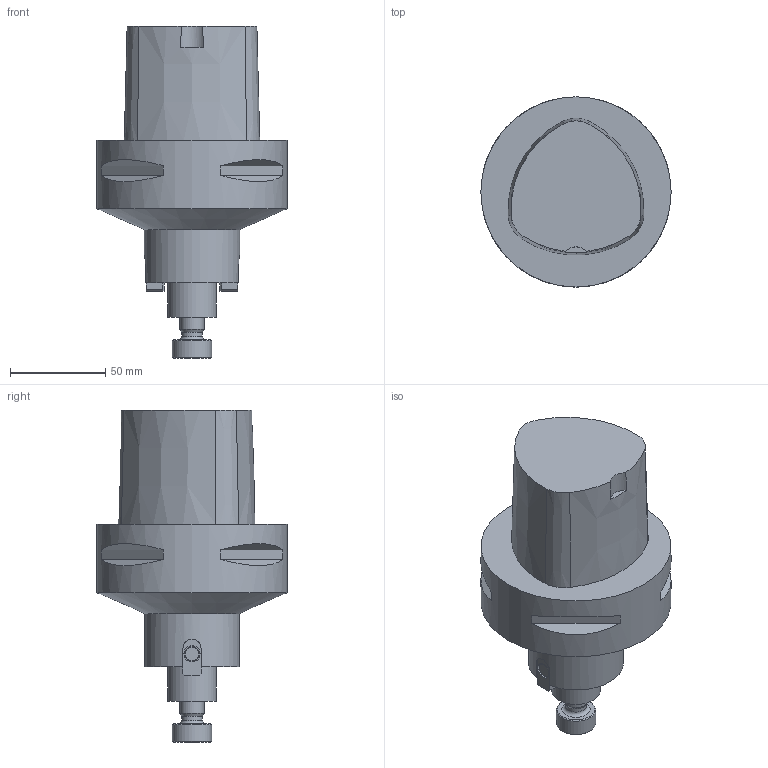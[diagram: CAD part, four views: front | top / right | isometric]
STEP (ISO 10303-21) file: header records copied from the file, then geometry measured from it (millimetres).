
FILE_DESCRIPTION(/* description */ ('3-D model version:1'),/* implementation_level */ '2;1');
FILE_NAME(/* name */ 'C10-A391.05C-25075',/* time_stamp */ '2016-12-02T13:58:38',/* author */ ('InteractiveCad'),/* organization */ ('AB Sandvik Coromant'),/* preprocessor_version */ 'ST-DEVELOPER v11',/* originating_system */ 'SIEMENS UGS NX 6.0',/* authorization */ '');
FILE_SCHEMA(('AUTOMOTIVE_DESIGN'));
Length unit declared in the file: millimetre
Products named in the file (1): C10_A391_05C_25075_SIM
Bounding box: 100 x 100 x 174.5 mm (x, y, z)
Volume: 622640.6 mm3; surface area: 49797.6 mm2
Topology: 1 solids, 3 shells, 89 faces, 209 edges, 134 vertices
Faces by surface type: plane 55, cylinder 19, cone 12, torus 3
Full cylindrical faces by diameter (mm): 4.826 x2, 5.2 x2, 7.9 x2, 8.5 x2, 10.9 x1, 12.7 x1, 20.6 x1, 25.4 x1, 50 x1, 100 x1
Entity records: 2508 total; most frequent: DIRECTION 430, CARTESIAN_POINT 427, ORIENTED_EDGE 364, EDGE_CURVE 182, AXIS2_PLACEMENT_3D 159, VERTEX_POINT 128, EDGE_LOOP 126, LINE 112
